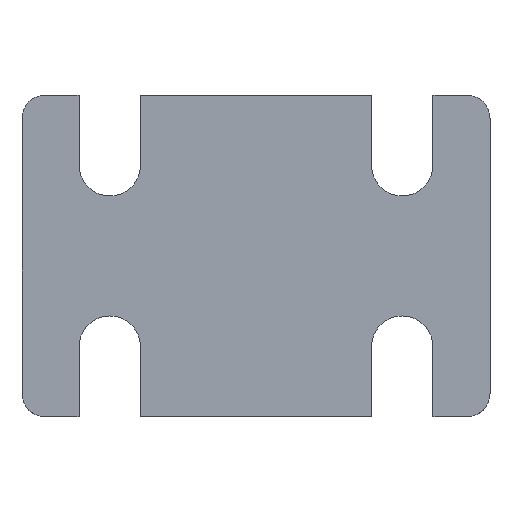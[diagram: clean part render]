
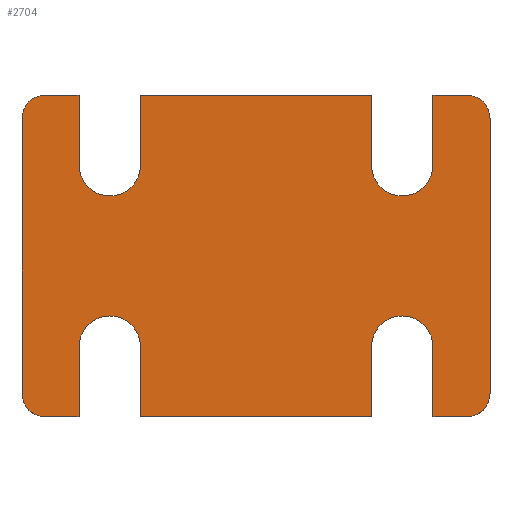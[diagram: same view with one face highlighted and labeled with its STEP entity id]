
A CAD part, top view. The second image highlights one B-rep face of the part: STEP entity #2704.
In plain terms, the highlighted planar face has unit normal (0, 0, 1).
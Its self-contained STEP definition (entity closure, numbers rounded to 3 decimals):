
#1846=CARTESIAN_POINT('',(-15.125,-13.75,1.5));
#1847=VERTEX_POINT('',#1846);
#1854=CARTESIAN_POINT('',(-18.0,-13.75,1.5));
#1855=VERTEX_POINT('',#1854);
#1856=CARTESIAN_POINT('',(-15.125,-13.75,1.5));
#1857=DIRECTION('',(-1.0,0.0,0.0));
#1858=VECTOR('',#1857,2.875);
#1859=LINE('',#1856,#1858);
#1860=EDGE_CURVE('',#1847,#1855,#1859,.T.);
#2012=CARTESIAN_POINT('',(-9.875,13.75,1.5));
#2013=VERTEX_POINT('',#2012);
#2020=CARTESIAN_POINT('',(9.875,13.75,1.5));
#2021=VERTEX_POINT('',#2020);
#2022=CARTESIAN_POINT('',(-9.875,13.75,1.5));
#2023=DIRECTION('',(1.0,0.0,0.0));
#2024=VECTOR('',#2023,19.75);
#2025=LINE('',#2022,#2024);
#2026=EDGE_CURVE('',#2013,#2021,#2025,.T.);
#2070=CARTESIAN_POINT('',(-9.875,7.75,1.5));
#2071=VERTEX_POINT('',#2070);
#2078=CARTESIAN_POINT('',(-9.875,13.75,1.5));
#2079=DIRECTION('',(0.0,-1.0,0.0));
#2080=VECTOR('',#2079,6.);
#2081=LINE('',#2078,#2080);
#2082=EDGE_CURVE('',#2013,#2071,#2081,.T.);
#2094=CARTESIAN_POINT('',(-15.125,7.75,1.5));
#2095=VERTEX_POINT('',#2094);
#2102=CARTESIAN_POINT('',(-12.5,7.75,1.5));
#2103=DIRECTION('',(0.0,0.0,-1.0));
#2104=DIRECTION('',(1.0,0.0,0.0));
#2105=AXIS2_PLACEMENT_3D('',#2102,#2103,#2104);
#2106=CIRCLE('',#2105,2.625);
#2107=EDGE_CURVE('',#2071,#2095,#2106,.T.);
#2256=CARTESIAN_POINT('',(9.875,-13.75,1.5));
#2257=VERTEX_POINT('',#2256);
#2264=CARTESIAN_POINT('',(-9.875,-13.75,1.5));
#2265=VERTEX_POINT('',#2264);
#2266=CARTESIAN_POINT('',(9.875,-13.75,1.5));
#2267=DIRECTION('',(-1.0,0.0,0.0));
#2268=VECTOR('',#2267,19.75);
#2269=LINE('',#2266,#2268);
#2270=EDGE_CURVE('',#2257,#2265,#2269,.T.);
#2288=CARTESIAN_POINT('',(9.875,-7.75,1.5));
#2289=VERTEX_POINT('',#2288);
#2296=CARTESIAN_POINT('',(9.875,-13.75,1.5));
#2297=DIRECTION('',(0.0,1.0,0.0));
#2298=VECTOR('',#2297,6.);
#2299=LINE('',#2296,#2298);
#2300=EDGE_CURVE('',#2257,#2289,#2299,.T.);
#2312=CARTESIAN_POINT('',(15.125,-7.75,1.5));
#2313=VERTEX_POINT('',#2312);
#2320=CARTESIAN_POINT('',(12.5,-7.75,1.5));
#2321=DIRECTION('',(0.0,0.0,-1.0));
#2322=DIRECTION('',(1.0,0.0,0.0));
#2323=AXIS2_PLACEMENT_3D('',#2320,#2321,#2322);
#2324=CIRCLE('',#2323,2.625);
#2325=EDGE_CURVE('',#2289,#2313,#2324,.T.);
#2455=CARTESIAN_POINT('',(15.125,13.75,1.5));
#2456=VERTEX_POINT('',#2455);
#2463=CARTESIAN_POINT('',(18.,13.75,1.5));
#2464=VERTEX_POINT('',#2463);
#2465=CARTESIAN_POINT('',(15.125,13.75,1.5));
#2466=DIRECTION('',(1.0,0.0,0.0));
#2467=VECTOR('',#2466,2.875);
#2468=LINE('',#2465,#2467);
#2469=EDGE_CURVE('',#2456,#2464,#2468,.T.);
#2487=CARTESIAN_POINT('',(15.125,7.75,1.5));
#2488=VERTEX_POINT('',#2487);
#2495=CARTESIAN_POINT('',(15.125,13.75,1.5));
#2496=DIRECTION('',(0.0,-1.0,0.0));
#2497=VECTOR('',#2496,6.);
#2498=LINE('',#2495,#2497);
#2499=EDGE_CURVE('',#2456,#2488,#2498,.T.);
#2511=CARTESIAN_POINT('',(9.875,7.75,1.5));
#2512=VERTEX_POINT('',#2511);
#2519=CARTESIAN_POINT('',(12.5,7.75,1.5));
#2520=DIRECTION('',(0.0,0.0,-1.0));
#2521=DIRECTION('',(1.0,0.0,0.0));
#2522=AXIS2_PLACEMENT_3D('',#2519,#2520,#2521);
#2523=CIRCLE('',#2522,2.625);
#2524=EDGE_CURVE('',#2488,#2512,#2523,.T.);
#2561=CARTESIAN_POINT('',(-20.,11.75,1.5));
#2562=VERTEX_POINT('',#2561);
#2563=CARTESIAN_POINT('',(-18.,13.75,1.5));
#2564=VERTEX_POINT('',#2563);
#2565=CARTESIAN_POINT('',(-18.,11.75,1.5));
#2566=DIRECTION('',(0.0,0.0,-1.0));
#2567=DIRECTION('',(-0.707,0.707,0.0));
#2568=AXIS2_PLACEMENT_3D('',#2565,#2566,#2567);
#2569=CIRCLE('',#2568,2.0);
#2570=EDGE_CURVE('',#2562,#2564,#2569,.T.);
#2588=CARTESIAN_POINT('',(0.,0.,1.5));
#2589=DIRECTION('',(0.0,0.0,1.0));
#2590=DIRECTION('',(1.0,0.0,0.0));
#2591=AXIS2_PLACEMENT_3D('',#2588,#2589,#2590);
#2592=PLANE('',#2591);
#2593=ORIENTED_EDGE('',*,*,#2570,.F.);
#2594=CARTESIAN_POINT('',(-20.,-11.75,1.5));
#2595=VERTEX_POINT('',#2594);
#2596=CARTESIAN_POINT('',(-20.,-11.75,1.5));
#2597=DIRECTION('',(0.0,1.0,0.0));
#2598=VECTOR('',#2597,23.5);
#2599=LINE('',#2596,#2598);
#2600=EDGE_CURVE('',#2595,#2562,#2599,.T.);
#2601=ORIENTED_EDGE('',*,*,#2600,.F.);
#2602=CARTESIAN_POINT('',(-18.0,-11.75,1.5));
#2603=DIRECTION('',(0.0,0.0,-1.0));
#2604=DIRECTION('',(-0.707,-0.707,0.0));
#2605=AXIS2_PLACEMENT_3D('',#2602,#2603,#2604);
#2606=CIRCLE('',#2605,2.0);
#2607=EDGE_CURVE('',#1855,#2595,#2606,.T.);
#2608=ORIENTED_EDGE('',*,*,#2607,.F.);
#2609=ORIENTED_EDGE('',*,*,#1860,.F.);
#2610=CARTESIAN_POINT('',(-15.125,-7.75,1.5));
#2611=VERTEX_POINT('',#2610);
#2612=CARTESIAN_POINT('',(-15.125,-13.75,1.5));
#2613=DIRECTION('',(0.0,1.0,0.0));
#2614=VECTOR('',#2613,6.);
#2615=LINE('',#2612,#2614);
#2616=EDGE_CURVE('',#1847,#2611,#2615,.T.);
#2617=ORIENTED_EDGE('',*,*,#2616,.T.);
#2618=CARTESIAN_POINT('',(-9.875,-7.75,1.5));
#2619=VERTEX_POINT('',#2618);
#2620=CARTESIAN_POINT('',(-12.5,-7.75,1.5));
#2621=DIRECTION('',(0.0,0.0,-1.0));
#2622=DIRECTION('',(1.0,0.0,0.0));
#2623=AXIS2_PLACEMENT_3D('',#2620,#2621,#2622);
#2624=CIRCLE('',#2623,2.625);
#2625=EDGE_CURVE('',#2611,#2619,#2624,.T.);
#2626=ORIENTED_EDGE('',*,*,#2625,.T.);
#2627=CARTESIAN_POINT('',(-9.875,-7.75,1.5));
#2628=DIRECTION('',(0.0,-1.0,0.0));
#2629=VECTOR('',#2628,6.);
#2630=LINE('',#2627,#2629);
#2631=EDGE_CURVE('',#2619,#2265,#2630,.T.);
#2632=ORIENTED_EDGE('',*,*,#2631,.T.);
#2633=ORIENTED_EDGE('',*,*,#2270,.F.);
#2634=ORIENTED_EDGE('',*,*,#2300,.T.);
#2635=ORIENTED_EDGE('',*,*,#2325,.T.);
#2636=CARTESIAN_POINT('',(15.125,-13.75,1.5));
#2637=VERTEX_POINT('',#2636);
#2638=CARTESIAN_POINT('',(15.125,-7.75,1.5));
#2639=DIRECTION('',(0.0,-1.0,0.0));
#2640=VECTOR('',#2639,6.);
#2641=LINE('',#2638,#2640);
#2642=EDGE_CURVE('',#2313,#2637,#2641,.T.);
#2643=ORIENTED_EDGE('',*,*,#2642,.T.);
#2644=CARTESIAN_POINT('',(18.,-13.75,1.5));
#2645=VERTEX_POINT('',#2644);
#2646=CARTESIAN_POINT('',(18.,-13.75,1.5));
#2647=DIRECTION('',(-1.0,0.0,0.0));
#2648=VECTOR('',#2647,2.875);
#2649=LINE('',#2646,#2648);
#2650=EDGE_CURVE('',#2645,#2637,#2649,.T.);
#2651=ORIENTED_EDGE('',*,*,#2650,.F.);
#2652=CARTESIAN_POINT('',(20.,-11.75,1.5));
#2653=VERTEX_POINT('',#2652);
#2654=CARTESIAN_POINT('',(18.,-11.75,1.5));
#2655=DIRECTION('',(0.0,0.0,-1.0));
#2656=DIRECTION('',(0.707,-0.707,0.0));
#2657=AXIS2_PLACEMENT_3D('',#2654,#2655,#2656);
#2658=CIRCLE('',#2657,2.0);
#2659=EDGE_CURVE('',#2653,#2645,#2658,.T.);
#2660=ORIENTED_EDGE('',*,*,#2659,.F.);
#2661=CARTESIAN_POINT('',(20.,11.75,1.5));
#2662=VERTEX_POINT('',#2661);
#2663=CARTESIAN_POINT('',(20.,11.75,1.5));
#2664=DIRECTION('',(0.0,-1.0,0.0));
#2665=VECTOR('',#2664,23.5);
#2666=LINE('',#2663,#2665);
#2667=EDGE_CURVE('',#2662,#2653,#2666,.T.);
#2668=ORIENTED_EDGE('',*,*,#2667,.F.);
#2669=CARTESIAN_POINT('',(18.,11.75,1.5));
#2670=DIRECTION('',(0.0,0.0,-1.0));
#2671=DIRECTION('',(0.707,0.707,0.0));
#2672=AXIS2_PLACEMENT_3D('',#2669,#2670,#2671);
#2673=CIRCLE('',#2672,2.0);
#2674=EDGE_CURVE('',#2464,#2662,#2673,.T.);
#2675=ORIENTED_EDGE('',*,*,#2674,.F.);
#2676=ORIENTED_EDGE('',*,*,#2469,.F.);
#2677=ORIENTED_EDGE('',*,*,#2499,.T.);
#2678=ORIENTED_EDGE('',*,*,#2524,.T.);
#2679=CARTESIAN_POINT('',(9.875,7.75,1.5));
#2680=DIRECTION('',(0.0,1.0,0.0));
#2681=VECTOR('',#2680,6.);
#2682=LINE('',#2679,#2681);
#2683=EDGE_CURVE('',#2512,#2021,#2682,.T.);
#2684=ORIENTED_EDGE('',*,*,#2683,.T.);
#2685=ORIENTED_EDGE('',*,*,#2026,.F.);
#2686=ORIENTED_EDGE('',*,*,#2082,.T.);
#2687=ORIENTED_EDGE('',*,*,#2107,.T.);
#2688=CARTESIAN_POINT('',(-15.125,13.75,1.5));
#2689=VERTEX_POINT('',#2688);
#2690=CARTESIAN_POINT('',(-15.125,7.75,1.5));
#2691=DIRECTION('',(0.0,1.0,0.0));
#2692=VECTOR('',#2691,6.);
#2693=LINE('',#2690,#2692);
#2694=EDGE_CURVE('',#2095,#2689,#2693,.T.);
#2695=ORIENTED_EDGE('',*,*,#2694,.T.);
#2696=CARTESIAN_POINT('',(-18.,13.75,1.5));
#2697=DIRECTION('',(1.0,0.0,0.0));
#2698=VECTOR('',#2697,2.875);
#2699=LINE('',#2696,#2698);
#2700=EDGE_CURVE('',#2564,#2689,#2699,.T.);
#2701=ORIENTED_EDGE('',*,*,#2700,.F.);
#2702=EDGE_LOOP('',(#2593,#2601,#2608,#2609,#2617,#2626,#2632,#2633,#2634,#2635,#2643,#2651,#2660,#2668,#2675,#2676,#2677,#2678,#2684,#2685,#2686,#2687,#2695,#2701));
#2703=FACE_OUTER_BOUND('',#2702,.T.);
#2704=ADVANCED_FACE('',(#2703),#2592,.T.);
